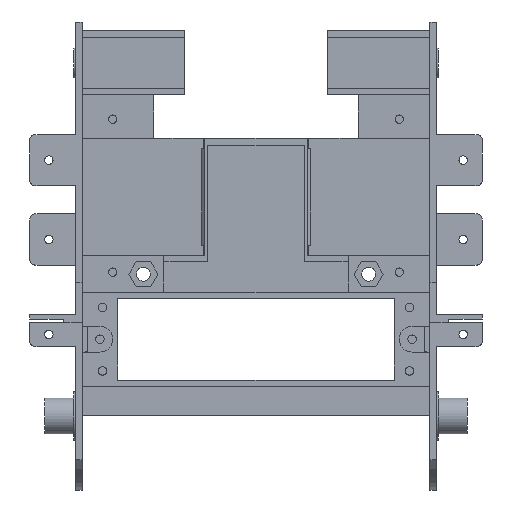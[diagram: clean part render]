
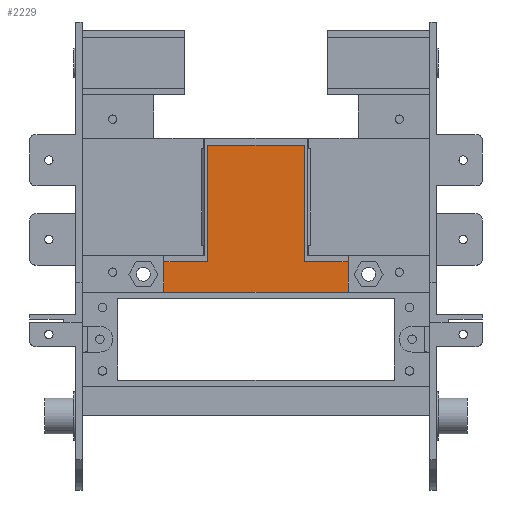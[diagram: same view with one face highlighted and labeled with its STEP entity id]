
A CAD part, front view. The second image highlights one B-rep face of the part: STEP entity #2229.
In plain terms, the highlighted planar face has unit normal (0, -1, 0).
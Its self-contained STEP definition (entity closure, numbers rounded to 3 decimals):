
#77 = ORIENTED_EDGE ( 'NONE', *, *, #9226, .T. ) ;
#140 = EDGE_CURVE ( 'NONE', #4008, #4693, #7351, .T. ) ;
#219 = VECTOR ( 'NONE', #1545, 1000. ) ;
#853 = LINE ( 'NONE', #7215, #1183 ) ;
#938 = ORIENTED_EDGE ( 'NONE', *, *, #6228, .F. ) ;
#1115 = LINE ( 'NONE', #6245, #8648 ) ;
#1183 = VECTOR ( 'NONE', #4057, 1000. ) ;
#1194 = CARTESIAN_POINT ( 'NONE',  ( 44.65, 13., 18.4 ) ) ;
#1478 = EDGE_CURVE ( 'NONE', #6437, #7504, #6546, .T. ) ;
#1504 = CARTESIAN_POINT ( 'NONE',  ( 17.2, 13., -3.15 ) ) ;
#1519 = ORIENTED_EDGE ( 'NONE', *, *, #11964, .F. ) ;
#1545 = DIRECTION ( 'NONE',  ( 0., 0., 1. ) ) ;
#1693 = DIRECTION ( 'NONE',  ( 0., -1., 0. ) ) ;
#2229 = ADVANCED_FACE ( 'NONE', ( #9100 ), #5877, .T. ) ;
#2309 = LINE ( 'NONE', #7640, #219 ) ;
#2575 = CARTESIAN_POINT ( 'NONE',  ( 25.75, 13., -4.35 ) ) ;
#2857 = CARTESIAN_POINT ( 'NONE',  ( 44.65, 13., -4.35 ) ) ;
#3128 = DIRECTION ( 'NONE',  ( 0., 0., 1. ) ) ;
#3134 = ORIENTED_EDGE ( 'NONE', *, *, #8146, .F. ) ;
#3220 = VERTEX_POINT ( 'NONE', #9217 ) ;
#3283 = CARTESIAN_POINT ( 'NONE',  ( 17.2, 13., -4.35 ) ) ;
#3711 = CARTESIAN_POINT ( 'NONE',  ( 25.75, 13., 18.4 ) ) ;
#3781 = DIRECTION ( 'NONE',  ( 0., 0., -1. ) ) ;
#3915 = ORIENTED_EDGE ( 'NONE', *, *, #11419, .T. ) ;
#4008 = VERTEX_POINT ( 'NONE', #5649 ) ;
#4057 = DIRECTION ( 'NONE',  ( -1., 0., 0. ) ) ;
#4304 = DIRECTION ( 'NONE',  ( 1., 0., 0. ) ) ;
#4693 = VERTEX_POINT ( 'NONE', #2857 ) ;
#5383 = CARTESIAN_POINT ( 'NONE',  ( 53.2, 13., -4.35 ) ) ;
#5649 = CARTESIAN_POINT ( 'NONE',  ( 53.2, 13., -4.35 ) ) ;
#5877 = PLANE ( 'NONE',  #11095 ) ;
#6228 = EDGE_CURVE ( 'NONE', #12749, #3220, #8130, .T. ) ;
#6245 = CARTESIAN_POINT ( 'NONE',  ( 44.65, 13., -4.35 ) ) ;
#6382 = DIRECTION ( 'NONE',  ( -1., 0., 0. ) ) ;
#6437 = VERTEX_POINT ( 'NONE', #7780 ) ;
#6546 = LINE ( 'NONE', #2575, #8961 ) ;
#7098 = EDGE_CURVE ( 'NONE', #3220, #6437, #7153, .T. ) ;
#7153 = LINE ( 'NONE', #3283, #9580 ) ;
#7215 = CARTESIAN_POINT ( 'NONE',  ( 35.2, 13., -10.3 ) ) ;
#7255 = ORIENTED_EDGE ( 'NONE', *, *, #1478, .F. ) ;
#7351 = LINE ( 'NONE', #5383, #12509 ) ;
#7404 = EDGE_LOOP ( 'NONE', ( #1519, #77, #13242, #3915, #3134, #7255, #12220, #938 ) ) ;
#7498 = CARTESIAN_POINT ( 'NONE',  ( 25.75, 13., 18.4 ) ) ;
#7504 = VERTEX_POINT ( 'NONE', #3711 ) ;
#7640 = CARTESIAN_POINT ( 'NONE',  ( 53.2, 13., -3.15 ) ) ;
#7777 = LINE ( 'NONE', #7498, #10206 ) ;
#7780 = CARTESIAN_POINT ( 'NONE',  ( 25.75, 13., -4.35 ) ) ;
#7802 = VECTOR ( 'NONE', #12817, 1000. ) ;
#8130 = LINE ( 'NONE', #1504, #7802 ) ;
#8146 = EDGE_CURVE ( 'NONE', #7504, #12054, #7777, .T. ) ;
#8452 = DIRECTION ( 'NONE',  ( 1., 0., 0. ) ) ;
#8454 = CARTESIAN_POINT ( 'NONE',  ( 17.2, 13., -10.3 ) ) ;
#8648 = VECTOR ( 'NONE', #3128, 1000. ) ;
#8961 = VECTOR ( 'NONE', #9770, 1000. ) ;
#9100 = FACE_OUTER_BOUND ( 'NONE', #7404, .T. ) ;
#9217 = CARTESIAN_POINT ( 'NONE',  ( 17.2, 13., -4.35 ) ) ;
#9226 = EDGE_CURVE ( 'NONE', #10418, #4008, #2309, .T. ) ;
#9400 = CARTESIAN_POINT ( 'NONE',  ( 53.2, 13., -10.3 ) ) ;
#9580 = VECTOR ( 'NONE', #4304, 1000. ) ;
#9770 = DIRECTION ( 'NONE',  ( 0., 0., 1. ) ) ;
#9889 = CARTESIAN_POINT ( 'NONE',  ( 1.2, 13., 12.591 ) ) ;
#10206 = VECTOR ( 'NONE', #8452, 1000. ) ;
#10418 = VERTEX_POINT ( 'NONE', #9400 ) ;
#11095 = AXIS2_PLACEMENT_3D ( 'NONE', #9889, #1693, #3781 ) ;
#11419 = EDGE_CURVE ( 'NONE', #4693, #12054, #1115, .T. ) ;
#11964 = EDGE_CURVE ( 'NONE', #10418, #12749, #853, .T. ) ;
#12054 = VERTEX_POINT ( 'NONE', #1194 ) ;
#12220 = ORIENTED_EDGE ( 'NONE', *, *, #7098, .F. ) ;
#12509 = VECTOR ( 'NONE', #6382, 1000. ) ;
#12749 = VERTEX_POINT ( 'NONE', #8454 ) ;
#12817 = DIRECTION ( 'NONE',  ( 0., 0., 1. ) ) ;
#13242 = ORIENTED_EDGE ( 'NONE', *, *, #140, .T. ) ;
